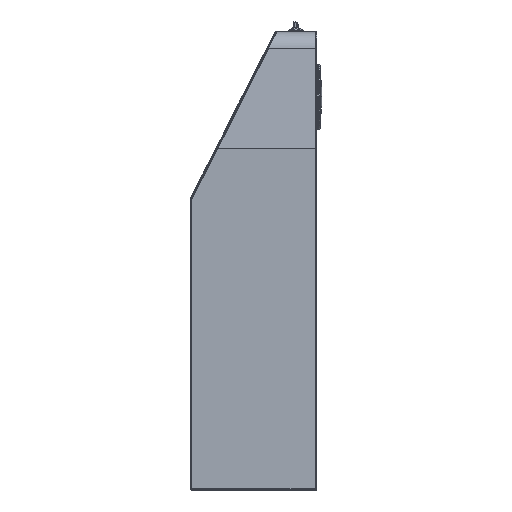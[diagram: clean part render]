
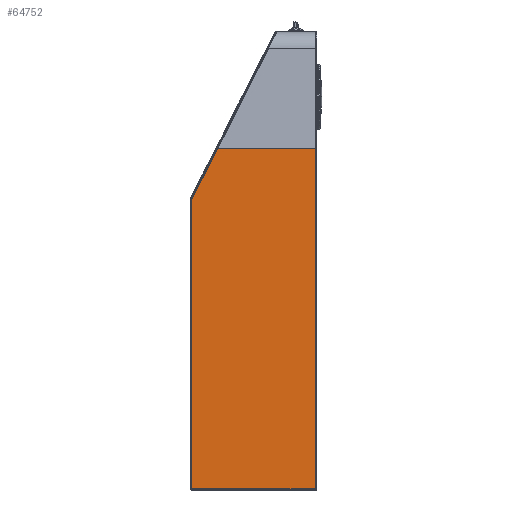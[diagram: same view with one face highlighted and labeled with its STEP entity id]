
A CAD part, left-side view. The second image highlights one B-rep face of the part: STEP entity #64752.
In plain terms, the highlighted face is planar.
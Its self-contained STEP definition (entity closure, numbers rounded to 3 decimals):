
#61929=DIRECTION('',(0.,-0.893,0.451));
#61930=VECTOR('',#61929,1.3);
#61931=CARTESIAN_POINT('',(0.5,1.16,126.914));
#61932=LINE('',#61931,#61930);
#61933=DIRECTION('',(0.,-0.893,0.451));
#61934=VECTOR('',#61933,1.3);
#61935=CARTESIAN_POINT('',(0.5,29.195,182.414));
#61936=LINE('',#61935,#61934);
#61937=DIRECTION('',(0.,1.,0.));
#61938=VECTOR('',#61937,109.366);
#61939=CARTESIAN_POINT('',(0.5,28.034,183.));
#61940=LINE('',#61939,#61938);
#61965=DIRECTION('',(0.,0.,-1.));
#61966=VECTOR('',#61965,322.5);
#61967=CARTESIAN_POINT('',(0.5,0.,127.5));
#61968=LINE('',#61967,#61966);
#62039=DIRECTION('',(0.,1.,0.));
#62040=VECTOR('',#62039,137.4);
#62041=CARTESIAN_POINT('',(0.5,0.,-195.));
#62042=LINE('',#62041,#62040);
#62151=DIRECTION('',(0.,0.,1.));
#62152=VECTOR('',#62151,378.);
#62153=CARTESIAN_POINT('',(0.5,137.4,-195.));
#62154=LINE('',#62153,#62152);
#62566=DIRECTION('',(0.,-0.451,-0.893));
#62567=VECTOR('',#62566,62.179);
#62568=CARTESIAN_POINT('',(0.5,29.195,182.414));
#62569=LINE('',#62568,#62567);
#64340=CARTESIAN_POINT('',(0.5,1.16,126.914));
#64341=CARTESIAN_POINT('',(0.5,0.,127.5));
#64342=VERTEX_POINT('',#64340);
#64343=VERTEX_POINT('',#64341);
#64472=CARTESIAN_POINT('',(0.5,29.195,182.414));
#64473=CARTESIAN_POINT('',(0.5,28.034,183.));
#64474=VERTEX_POINT('',#64472);
#64475=VERTEX_POINT('',#64473);
#64490=CARTESIAN_POINT('',(0.5,0.,-195.));
#64491=VERTEX_POINT('',#64490);
#64498=CARTESIAN_POINT('',(0.5,137.4,-195.));
#64499=VERTEX_POINT('',#64498);
#64512=CARTESIAN_POINT('',(0.5,137.4,183.));
#64513=VERTEX_POINT('',#64512);
#64731=CARTESIAN_POINT('',(0.5,0.,0.));
#64732=DIRECTION('',(-1.,0.,0.));
#64733=DIRECTION('',(0.,0.,1.));
#64734=AXIS2_PLACEMENT_3D('',#64731,#64732,#64733);
#64735=PLANE('',#64734);
#64737=ORIENTED_EDGE('',*,*,#64736,.F.);
#64739=ORIENTED_EDGE('',*,*,#64738,.F.);
#64741=ORIENTED_EDGE('',*,*,#64740,.F.);
#64743=ORIENTED_EDGE('',*,*,#64742,.T.);
#64745=ORIENTED_EDGE('',*,*,#64744,.T.);
#64747=ORIENTED_EDGE('',*,*,#64746,.F.);
#64749=ORIENTED_EDGE('',*,*,#64748,.F.);
#64750=EDGE_LOOP('',(#64737,#64739,#64741,#64743,#64745,#64747,#64749));
#64751=FACE_OUTER_BOUND('',#64750,.F.);
#64752=ADVANCED_FACE('',(#64751),#64735,.F.);
#64736=EDGE_CURVE('',#64343,#64491,#61968,.T.);
#64738=EDGE_CURVE('',#64342,#64343,#61932,.T.);
#64740=EDGE_CURVE('',#64474,#64342,#62569,.T.);
#64742=EDGE_CURVE('',#64474,#64475,#61936,.T.);
#64744=EDGE_CURVE('',#64475,#64513,#61940,.T.);
#64746=EDGE_CURVE('',#64499,#64513,#62154,.T.);
#64748=EDGE_CURVE('',#64491,#64499,#62042,.T.);
